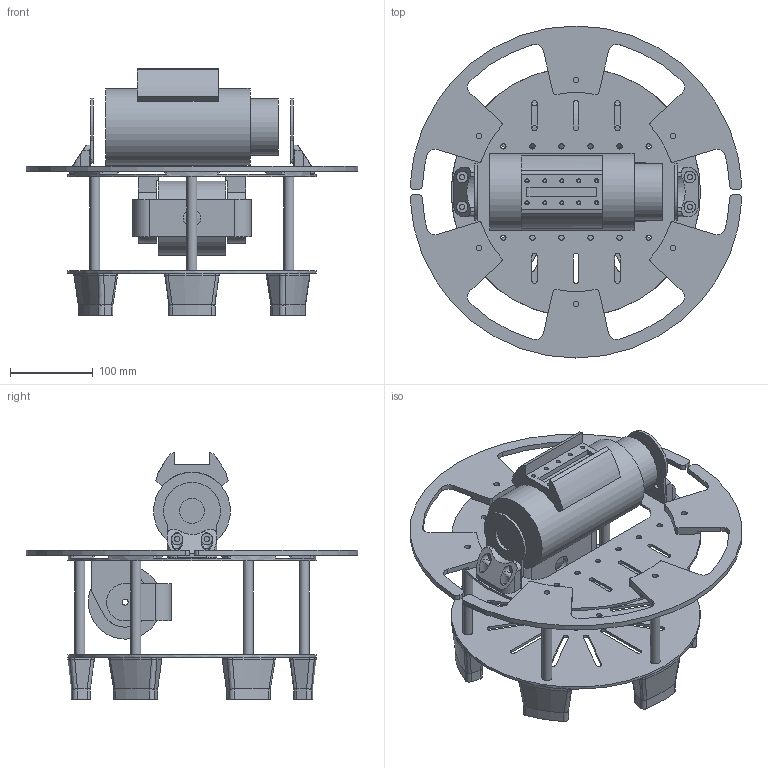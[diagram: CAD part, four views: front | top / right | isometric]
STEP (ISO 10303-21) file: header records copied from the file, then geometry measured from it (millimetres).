
FILE_DESCRIPTION(/* description */ (''),/* implementation_level */ '2;1');
FILE_NAME(/* name */ 'Eja Assembly CFD (v49) 4 v7.step',/* time_stamp */ '2021-11-04T13:35:12-04:00',/* author */ (''),/* organization */ (''),/* preprocessor_version */ 'ST-DEVELOPER v18.1',/* originating_system */ 'Autodesk Translation Framework v10.10.0.1391',/* authorisation */ '');
FILE_SCHEMA (('AUTOMOTIVE_DESIGN { 1 0 10303 214 3 1 1 }'));
Length unit declared in the file: millimetre
Products named in the file (8): Eja Assembly CFD (v49) 4; Base stage v116; seatbelt (1); Component130; sleeve (2); sleeve(Mirror) (2); sleeve-base bracket (2); sleeve-base bracket(Mirror) (1)
Assembly tree (7 placements, depth 3):
  Eja Assembly CFD (v49) 4
    Base stage v116
      seatbelt (1)
    Component130
      sleeve (2)
      sleeve(Mirror) (2)
      sleeve-base bracket (2)
      sleeve-base bracket(Mirror) (1)
Bounding box: 399.66 x 400 x 297.45 mm (x, y, z)
Volume: 3303025.2 mm3; surface area: 648282 mm2
Topology: 4 solids, 6 shells, 663 faces, 1791 edges, 1178 vertices
Faces by surface type: cylinder 284, plane 277, bspline 90, cone 12
Full cylindrical faces by diameter (mm): 3.4 x10, 5 x10, 6.4 x32, 7 x14, 12 x6, 14 x4, 20.637 x1, 25 x1, 30 x2, 68.6 x1, 88.9 x1, 92.64 x1, 300 x2
Entity records: 25414 total; most frequent: CARTESIAN_POINT 8539, ORIENTED_EDGE 3582, DIRECTION 3281, EDGE_CURVE 1791, AXIS2_PLACEMENT_3D 1188, VERTEX_POINT 1178, LINE 905, VECTOR 905
